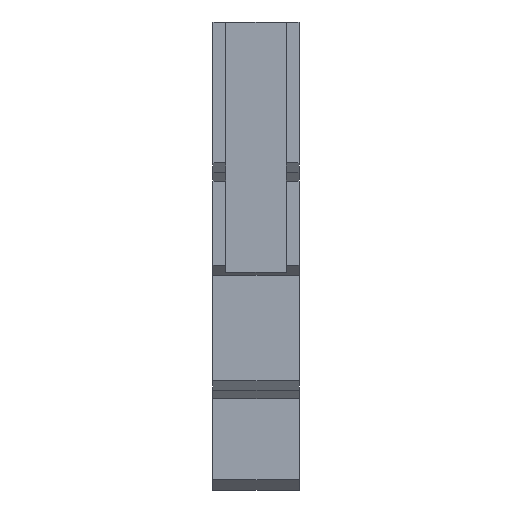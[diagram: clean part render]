
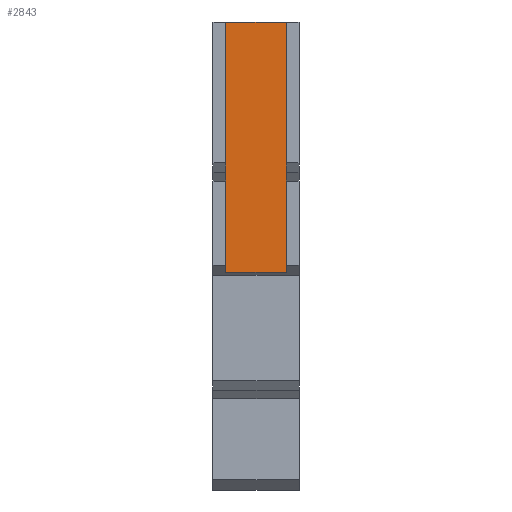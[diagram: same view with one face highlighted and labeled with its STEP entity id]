
A CAD part, front view. The second image highlights one B-rep face of the part: STEP entity #2843.
In plain terms, the highlighted free-form (B-spline) face has degree [1, 1] with [2, 2] control points.
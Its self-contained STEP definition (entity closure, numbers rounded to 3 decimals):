
#2754=CARTESIAN_POINT('',(7.25,-32.6,46.2));
#2755=VERTEX_POINT('',#2754);
#2764=CARTESIAN_POINT('',(7.25,-32.6,21.5));
#2765=VERTEX_POINT('',#2764);
#2766=CARTESIAN_POINT('',(7.25,-32.6,46.2));
#2767=DIRECTION('',(0.0,0.0,-1.0));
#2768=VECTOR('',#2767,24.7);
#2769=LINE('',#2766,#2768);
#2770=EDGE_CURVE('',#2755,#2765,#2769,.T.);
#2813=CARTESIAN_POINT('',(7.25,-32.6,21.5));
#2814=CARTESIAN_POINT('',(7.25,-32.6,46.2));
#2815=CARTESIAN_POINT('',(1.25,-32.6,21.5));
#2816=CARTESIAN_POINT('',(1.25,-32.6,46.2));
#2817=B_SPLINE_SURFACE_WITH_KNOTS('',1,1,((#2813,#2815),(#2814,#2816)),.UNSPECIFIED.,.F.,.F.,.U.,(2,2),(2,2),(0.0,24.7),(0.0,6.),.UNSPECIFIED.);
#2818=CARTESIAN_POINT('',(1.25,-32.6,46.2));
#2819=VERTEX_POINT('',#2818);
#2820=CARTESIAN_POINT('',(1.25,-32.6,46.2));
#2821=DIRECTION('',(1.0,0.0,0.0));
#2822=VECTOR('',#2821,6.);
#2823=LINE('',#2820,#2822);
#2824=EDGE_CURVE('',#2819,#2755,#2823,.T.);
#2825=ORIENTED_EDGE('',*,*,#2824,.F.);
#2826=CARTESIAN_POINT('',(1.25,-32.6,21.5));
#2827=VERTEX_POINT('',#2826);
#2828=CARTESIAN_POINT('',(1.25,-32.6,46.2));
#2829=DIRECTION('',(0.0,0.0,-1.0));
#2830=VECTOR('',#2829,24.7);
#2831=LINE('',#2828,#2830);
#2832=EDGE_CURVE('',#2819,#2827,#2831,.T.);
#2833=ORIENTED_EDGE('',*,*,#2832,.T.);
#2834=CARTESIAN_POINT('',(7.25,-32.6,21.5));
#2835=DIRECTION('',(-1.0,0.0,0.0));
#2836=VECTOR('',#2835,6.);
#2837=LINE('',#2834,#2836);
#2838=EDGE_CURVE('',#2765,#2827,#2837,.T.);
#2839=ORIENTED_EDGE('',*,*,#2838,.F.);
#2840=ORIENTED_EDGE('',*,*,#2770,.F.);
#2841=EDGE_LOOP('',(#2825,#2833,#2839,#2840));
#2842=FACE_OUTER_BOUND('',#2841,.T.);
#2843=ADVANCED_FACE('',(#2842),#2817,.T.);
